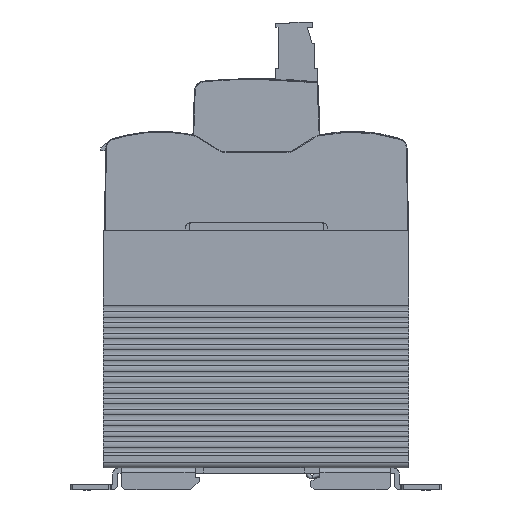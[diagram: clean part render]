
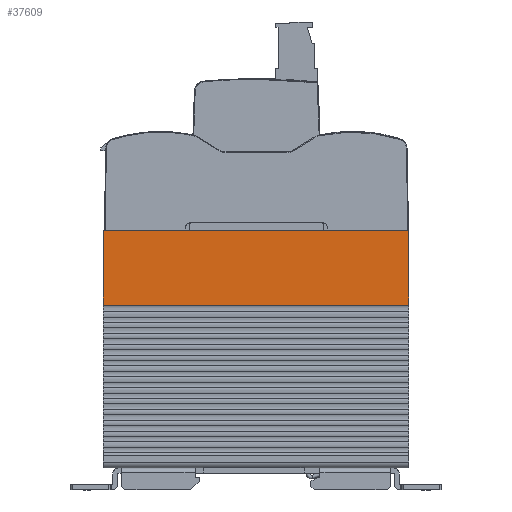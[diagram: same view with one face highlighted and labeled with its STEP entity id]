
A CAD part, front view. The second image highlights one B-rep face of the part: STEP entity #37609.
In plain terms, the highlighted planar face has unit normal (0, -1, 0).
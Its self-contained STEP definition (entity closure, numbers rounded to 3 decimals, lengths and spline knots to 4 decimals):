
#838=LINE('',#55046,#4287);
#1039=LINE('',#56097,#4488);
#1050=LINE('',#56121,#4499);
#1051=LINE('',#56122,#4500);
#4287=VECTOR('',#44125,3.5433);
#4488=VECTOR('',#45282,3.5433);
#4499=VECTOR('',#45311,0.8661);
#4500=VECTOR('',#45312,0.8661);
#7388=PLANE('',#40057);
#9260=FACE_OUTER_BOUND('',#11263,.T.);
#11263=EDGE_LOOP('',(#25642,#25643,#25644,#25645));
#14942=VERTEX_POINT('',#55039);
#14945=VERTEX_POINT('',#55044);
#15316=VERTEX_POINT('',#56093);
#15317=VERTEX_POINT('',#56095);
#18808=EDGE_CURVE('',#14945,#14942,#838,.T.);
#19331=EDGE_CURVE('',#15317,#15316,#1039,.T.);
#19342=EDGE_CURVE('',#14942,#15317,#1050,.T.);
#19343=EDGE_CURVE('',#15316,#14945,#1051,.T.);
#25642=ORIENTED_EDGE('',*,*,#19331,.F.);
#25643=ORIENTED_EDGE('',*,*,#19342,.F.);
#25644=ORIENTED_EDGE('',*,*,#18808,.F.);
#25645=ORIENTED_EDGE('',*,*,#19343,.F.);
#37609=ADVANCED_FACE('',(#9260),#7388,.F.);
#40057=AXIS2_PLACEMENT_3D('',#56120,#45309,#45310);
#44125=DIRECTION('',(1.,0.,0.));
#45282=DIRECTION('',(-1.,0.,0.));
#45309=DIRECTION('center_axis',(0.,1.,0.));
#45310=DIRECTION('ref_axis',(0.,0.,1.));
#45311=DIRECTION('',(0.,0.,-1.));
#45312=DIRECTION('',(0.,0.,1.));
#55039=CARTESIAN_POINT('',(1.7669,-0.8863,0.));
#55044=CARTESIAN_POINT('',(-1.7764,-0.8863,0.));
#55046=CARTESIAN_POINT('',(-1.7764,-0.8863,0.));
#56093=CARTESIAN_POINT('',(-1.7764,-0.8863,-0.8661));
#56095=CARTESIAN_POINT('',(1.7669,-0.8863,-0.8661));
#56097=CARTESIAN_POINT('',(1.7669,-0.8863,-0.8661));
#56120=CARTESIAN_POINT('Origin',(-0.0047,-0.8863,
-1.378));
#56121=CARTESIAN_POINT('',(1.7669,-0.8863,0.));
#56122=CARTESIAN_POINT('',(-1.7764,-0.8863,-2.7559));
